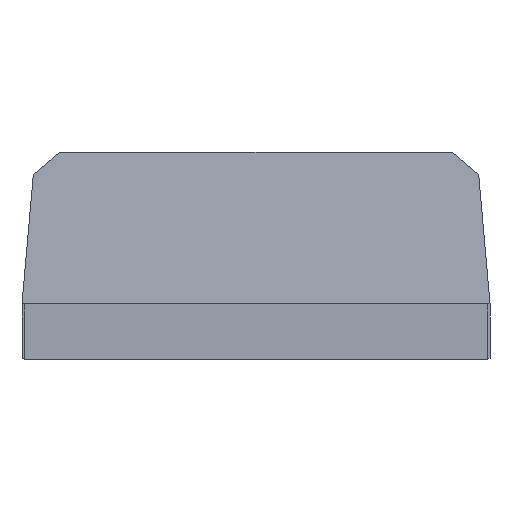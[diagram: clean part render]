
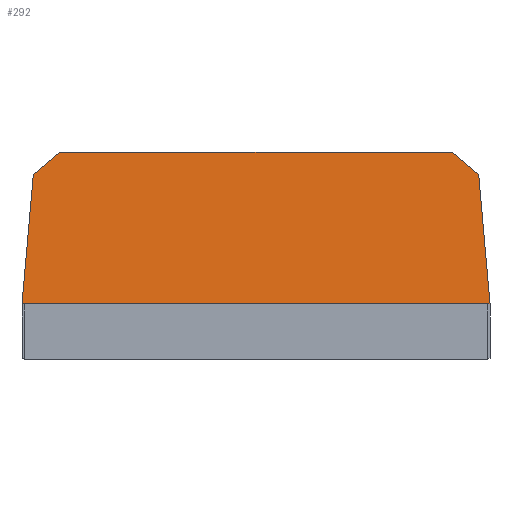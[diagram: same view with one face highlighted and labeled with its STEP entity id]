
A CAD part, left-side view. The second image highlights one B-rep face of the part: STEP entity #292.
In plain terms, the highlighted planar face has unit normal (-0.996, 0, 0.087).
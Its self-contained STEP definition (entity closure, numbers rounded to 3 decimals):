
#292=ADVANCED_FACE('',(#768),#770,.T.);
#768=FACE_BOUND('',#769,.T.);
#769=EDGE_LOOP('',(#1148,#1149,#1150,#1151,#1152,#1153,#1154,#1155));
#770=PLANE('',#771);
#771=AXIS2_PLACEMENT_3D('',#772,#773,#774);
#772=CARTESIAN_POINT('',(3.,12.645,1.25));
#773=DIRECTION('',(-0.996,0.,0.087));
#774=DIRECTION('',(0.,-1.,0.));
#1148=ORIENTED_EDGE('',*,*,#1344,.F.);
#1149=ORIENTED_EDGE('',*,*,#1363,.F.);
#1150=ORIENTED_EDGE('',*,*,#1396,.T.);
#1151=ORIENTED_EDGE('',*,*,#1397,.T.);
#1152=ORIENTED_EDGE('',*,*,#1398,.T.);
#1153=ORIENTED_EDGE('',*,*,#1349,.F.);
#1154=ORIENTED_EDGE('',*,*,#1347,.F.);
#1155=ORIENTED_EDGE('',*,*,#1345,.F.);
#1344=EDGE_CURVE('',#1528,#1526,#1530,.F.);
#1345=EDGE_CURVE('',#1526,#1531,#1532,.T.);
#1347=EDGE_CURVE('',#1531,#1534,#1535,.F.);
#1349=EDGE_CURVE('',#1534,#1537,#1538,.F.);
#1363=EDGE_CURVE('',#1558,#1528,#1561,.F.);
#1396=EDGE_CURVE('',#1558,#1618,#1619,.T.);
#1397=EDGE_CURVE('',#1618,#1620,#1621,.T.);
#1398=EDGE_CURVE('',#1620,#1537,#1622,.T.);
#1526=VERTEX_POINT('',#1858);
#1528=VERTEX_POINT('',#1862);
#1530=LINE('',#1866,#1867);
#1531=VERTEX_POINT('',#1869);
#1532=LINE('',#1870,#1871);
#1534=VERTEX_POINT('',#1876);
#1535=LINE('',#1877,#1878);
#1537=VERTEX_POINT('',#1883);
#1538=LINE('',#1884,#1885);
#1558=VERTEX_POINT('',#1928);
#1561=LINE('',#1935,#1936);
#1618=VERTEX_POINT('',#2058);
#1619=LINE('',#2059,#2060);
#1620=VERTEX_POINT('',#2062);
#1621=LINE('',#2063,#2064);
#1622=LINE('',#2066,#2067);
#1858=CARTESIAN_POINT('',(3.297,4.403,4.65));
#1862=CARTESIAN_POINT('',(3.254,4.996,4.152));
#1866=CARTESIAN_POINT('',(3.297,4.403,4.65));
#1867=VECTOR('',#1868,1.);
#1868=DIRECTION('',(-0.056,0.765,-0.642));
#1869=CARTESIAN_POINT('',(3.297,-4.403,4.65));
#1870=CARTESIAN_POINT('',(3.297,4.403,4.65));
#1871=VECTOR('',#1872,1.);
#1872=DIRECTION('',(0.,-1.,0.));
#1876=CARTESIAN_POINT('',(3.254,-4.996,4.152));
#1877=CARTESIAN_POINT('',(3.254,-4.996,4.152));
#1878=VECTOR('',#1879,1.);
#1879=DIRECTION('',(0.056,0.765,0.642));
#1883=CARTESIAN_POINT('',(3.,-5.25,1.25));
#1884=CARTESIAN_POINT('',(3.,-5.25,1.25));
#1885=VECTOR('',#1886,1.);
#1886=DIRECTION('',(0.087,0.087,0.992));
#1928=CARTESIAN_POINT('',(3.,5.25,1.25));
#1935=CARTESIAN_POINT('',(3.254,4.996,4.152));
#1936=VECTOR('',#1937,1.);
#1937=DIRECTION('',(-0.087,0.087,-0.992));
#2058=CARTESIAN_POINT('',(3.,5.2,1.25));
#2059=CARTESIAN_POINT('',(3.,5.25,1.25));
#2060=VECTOR('',#2061,1.);
#2061=DIRECTION('',(0.,-1.,0.));
#2062=CARTESIAN_POINT('',(3.,-5.2,1.25));
#2063=CARTESIAN_POINT('',(3.,5.2,1.25));
#2064=VECTOR('',#2065,1.);
#2065=DIRECTION('',(0.,-1.,0.));
#2066=CARTESIAN_POINT('',(3.,-5.2,1.25));
#2067=VECTOR('',#2068,1.);
#2068=DIRECTION('',(0.,-1.,0.));
